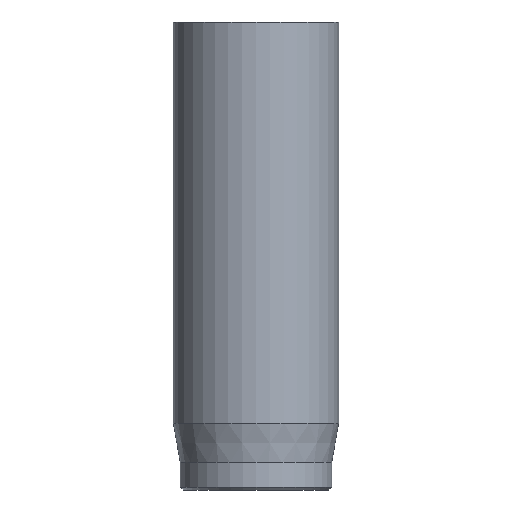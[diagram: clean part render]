
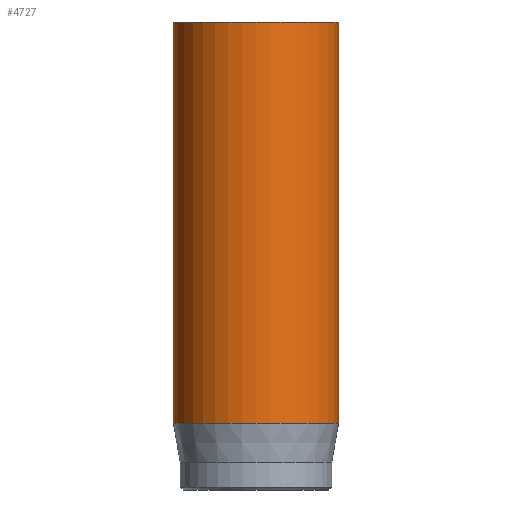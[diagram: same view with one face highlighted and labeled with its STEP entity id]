
A CAD part, front view. The second image highlights one B-rep face of the part: STEP entity #4727.
In plain terms, the highlighted cylindrical face has radius 3 mm (diameter 6 mm), a full revolution.
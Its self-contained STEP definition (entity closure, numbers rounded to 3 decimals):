
#32=CYLINDRICAL_SURFACE('',#4907,3.);
#47=CIRCLE('',#4874,3.);
#63=CIRCLE('',#4905,3.);
#64=CIRCLE('',#4906,3.);
#835=FACE_OUTER_BOUND('',#1115,.T.);
#1115=EDGE_LOOP('',(#4306,#4307,#4308,#4309,#4310));
#1449=LINE('',#9093,#1791);
#1791=VECTOR('',#5452,3.);
#2242=VERTEX_POINT('',#9032);
#2258=VERTEX_POINT('',#9087);
#2259=VERTEX_POINT('',#9088);
#2922=EDGE_CURVE('',#2242,#2242,#47,.T.);
#2946=EDGE_CURVE('',#2258,#2259,#63,.T.);
#2947=EDGE_CURVE('',#2259,#2258,#64,.T.);
#2949=EDGE_CURVE('',#2242,#2258,#1449,.T.);
#4306=ORIENTED_EDGE('',*,*,#2922,.T.);
#4307=ORIENTED_EDGE('',*,*,#2949,.T.);
#4308=ORIENTED_EDGE('',*,*,#2946,.T.);
#4309=ORIENTED_EDGE('',*,*,#2947,.T.);
#4310=ORIENTED_EDGE('',*,*,#2949,.F.);
#4727=ADVANCED_FACE('',(#835),#32,.T.);
#4874=AXIS2_PLACEMENT_3D('',#9033,#5375,#5376);
#4905=AXIS2_PLACEMENT_3D('',#9089,#5445,#5446);
#4906=AXIS2_PLACEMENT_3D('',#9090,#5447,#5448);
#4907=AXIS2_PLACEMENT_3D('',#9092,#5450,#5451);
#5375=DIRECTION('center_axis',(0.,0.,-1.));
#5376=DIRECTION('ref_axis',(-1.,0.,0.));
#5445=DIRECTION('center_axis',(0.,0.,1.));
#5446=DIRECTION('ref_axis',(-1.,0.,0.));
#5447=DIRECTION('center_axis',(0.,0.,1.));
#5448=DIRECTION('ref_axis',(-1.,0.,0.));
#5450=DIRECTION('center_axis',(0.,0.,1.));
#5451=DIRECTION('ref_axis',(-1.,0.,0.));
#5452=DIRECTION('',(0.,0.,-1.));
#9032=CARTESIAN_POINT('',(3.,0.,17.));
#9033=CARTESIAN_POINT('Origin',(0.,0.,17.));
#9087=CARTESIAN_POINT('',(3.,0.,2.418));
#9088=CARTESIAN_POINT('',(-3.,0.,2.418));
#9089=CARTESIAN_POINT('Origin',(0.,0.,2.418));
#9090=CARTESIAN_POINT('Origin',(0.,0.,2.418));
#9092=CARTESIAN_POINT('Origin',(0.,0.,0.));
#9093=CARTESIAN_POINT('',(3.,0.,0.));
